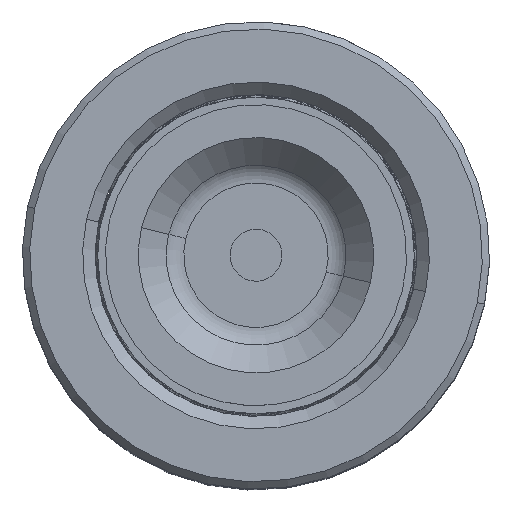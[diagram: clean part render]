
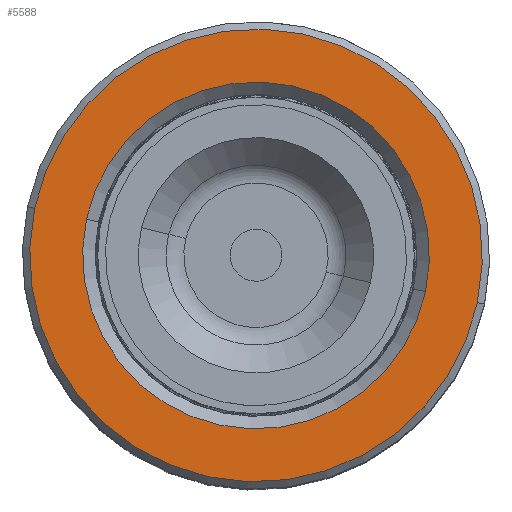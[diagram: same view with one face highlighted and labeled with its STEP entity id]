
A CAD part, top view. The second image highlights one B-rep face of the part: STEP entity #5588.
In plain terms, the highlighted planar face has unit normal (0, 0, 1).
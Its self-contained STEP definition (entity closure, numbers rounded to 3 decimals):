
#482 = AXIS2_PLACEMENT_3D ( 'NONE', #2333, #31388, #14841 ) ;
#1046 = EDGE_CURVE ( 'NONE', #29950, #39351, #22986, .T. ) ;
#1779 = CARTESIAN_POINT ( 'NONE',  ( 0., 0., 60. ) ) ;
#2333 = CARTESIAN_POINT ( 'NONE',  ( 0., 0., 60. ) ) ;
#4982 = DIRECTION ( 'NONE',  ( 0., 0., -1. ) ) ;
#4983 = DIRECTION ( 'NONE',  ( 0., 0., 1. ) ) ;
#5588 = ADVANCED_FACE ( 'NONE', ( #5985, #28709 ), #18273, .T. ) ;
#5985 = FACE_OUTER_BOUND ( 'NONE', #51669, .T. ) ;
#6297 = ORIENTED_EDGE ( 'NONE', *, *, #37607, .T. ) ;
#7230 = CIRCLE ( 'NONE', #482, 21.8 ) ;
#8416 = AXIS2_PLACEMENT_3D ( 'NONE', #1779, #27886, #11388 ) ;
#10973 = CARTESIAN_POINT ( 'NONE',  ( -21.8, 0., 60. ) ) ;
#11388 = DIRECTION ( 'NONE',  ( 1., 0., 0. ) ) ;
#11450 = ORIENTED_EDGE ( 'NONE', *, *, #28296, .T. ) ;
#12596 = CARTESIAN_POINT ( 'NONE',  ( 0., 0., 60. ) ) ;
#14841 = DIRECTION ( 'NONE',  ( 1., 0., 0. ) ) ;
#15734 = EDGE_LOOP ( 'NONE', ( #11450, #21259 ) ) ;
#18273 = PLANE ( 'NONE',  #8416 ) ;
#21259 = ORIENTED_EDGE ( 'NONE', *, *, #43608, .T. ) ;
#21607 = VERTEX_POINT ( 'NONE', #34579 ) ;
#22986 = CIRCLE ( 'NONE', #43454, 21.8 ) ;
#26187 = VERTEX_POINT ( 'NONE', #26596 ) ;
#26596 = CARTESIAN_POINT ( 'NONE',  ( -16.7, 0., 60. ) ) ;
#27310 = AXIS2_PLACEMENT_3D ( 'NONE', #30026, #4982, #30565 ) ;
#27886 = DIRECTION ( 'NONE',  ( 0., 0., 1. ) ) ;
#28296 = EDGE_CURVE ( 'NONE', #21607, #26187, #47446, .T. ) ;
#28709 = FACE_BOUND ( 'NONE', #15734, .T. ) ;
#29649 = AXIS2_PLACEMENT_3D ( 'NONE', #33579, #41733, #37541 ) ;
#29950 = VERTEX_POINT ( 'NONE', #47683 ) ;
#30026 = CARTESIAN_POINT ( 'NONE',  ( 0., 0., 60. ) ) ;
#30565 = DIRECTION ( 'NONE',  ( 1., 0., 0. ) ) ;
#31388 = DIRECTION ( 'NONE',  ( 0., 0., 1. ) ) ;
#33579 = CARTESIAN_POINT ( 'NONE',  ( 0., 0., 60. ) ) ;
#33650 = DIRECTION ( 'NONE',  ( 1., 0., 0. ) ) ;
#34579 = CARTESIAN_POINT ( 'NONE',  ( 16.7, 0., 60. ) ) ;
#35355 = ORIENTED_EDGE ( 'NONE', *, *, #1046, .T. ) ;
#37541 = DIRECTION ( 'NONE',  ( 1., 0., 0. ) ) ;
#37607 = EDGE_CURVE ( 'NONE', #39351, #29950, #7230, .T. ) ;
#39351 = VERTEX_POINT ( 'NONE', #10973 ) ;
#41468 = CIRCLE ( 'NONE', #27310, 16.7 ) ;
#41733 = DIRECTION ( 'NONE',  ( 0., 0., -1. ) ) ;
#43454 = AXIS2_PLACEMENT_3D ( 'NONE', #12596, #4983, #33650 ) ;
#43608 = EDGE_CURVE ( 'NONE', #26187, #21607, #41468, .T. ) ;
#47446 = CIRCLE ( 'NONE', #29649, 16.7 ) ;
#47683 = CARTESIAN_POINT ( 'NONE',  ( 21.8, 0., 60. ) ) ;
#51669 = EDGE_LOOP ( 'NONE', ( #6297, #35355 ) ) ;
